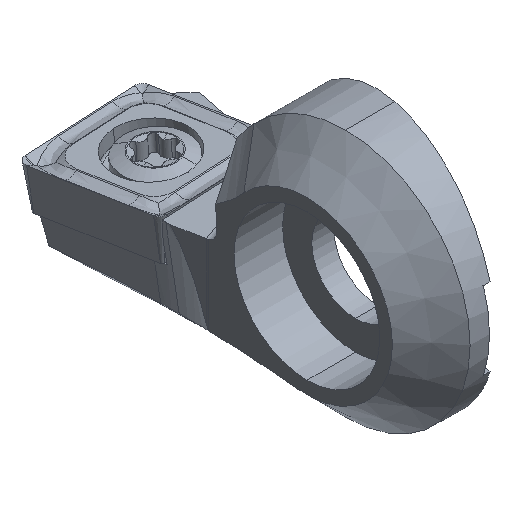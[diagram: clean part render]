
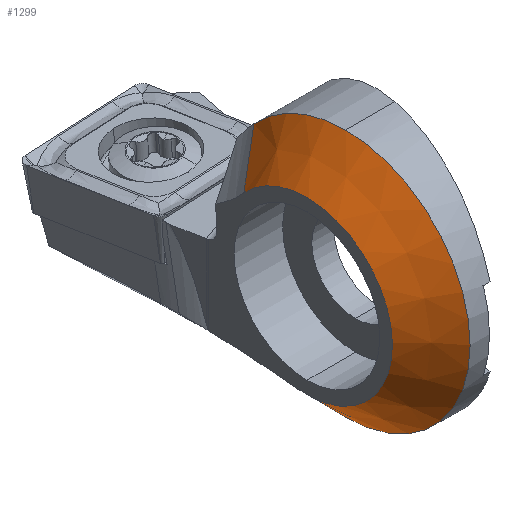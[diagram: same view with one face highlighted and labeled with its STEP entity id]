
A CAD part, isometric view. The second image highlights one B-rep face of the part: STEP entity #1299.
In plain terms, the highlighted conical face has half-angle 45 degrees and reference radius 6.4 mm.
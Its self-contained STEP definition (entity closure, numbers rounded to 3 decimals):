
#4 = CARTESIAN_POINT ( 'NONE',  ( -1.65, 4.723, 4.319 ) ) ;
#52 = VERTEX_POINT ( 'NONE', #4 ) ;
#251 = VECTOR ( 'NONE', #2422, 1000. ) ;
#303 = LINE ( 'NONE', #2472, #251 ) ;
#383 = VERTEX_POINT ( 'NONE', #1508 ) ;
#901 = CIRCLE ( 'NONE', #1775, 6.4 ) ;
#1058 = ORIENTED_EDGE ( 'NONE', *, *, #4325, .T. ) ;
#1105 = ORIENTED_EDGE ( 'NONE', *, *, #3783, .T. ) ;
#1112 = DIRECTION ( 'NONE',  ( 0., -1., 0. ) ) ;
#1177 = CIRCLE ( 'NONE', #3678, 6.4 ) ;
#1299 = ADVANCED_FACE ( 'NONE', ( #3016 ), #2893, .T. ) ;
#1434 = ORIENTED_EDGE ( 'NONE', *, *, #2920, .F. ) ;
#1508 = CARTESIAN_POINT ( 'NONE',  ( -1.65, 0., 6.4 ) ) ;
#1730 = CARTESIAN_POINT ( 'NONE',  ( -3.65, 3.247, 2.969 ) ) ;
#1751 = DIRECTION ( 'NONE',  ( -0.707, -0.522, -0.477 ) ) ;
#1775 = AXIS2_PLACEMENT_3D ( 'NONE', #3580, #3048, #1112 ) ;
#1865 = CARTESIAN_POINT ( 'NONE',  ( -3.65, 3.247, 2.969 ) ) ;
#2100 = DIRECTION ( 'NONE',  ( 0., 1., 0. ) ) ;
#2129 = CARTESIAN_POINT ( 'NONE',  ( -3.65, 0.46, -4.376 ) ) ;
#2139 = EDGE_CURVE ( 'NONE', #3403, #2326, #901, .T. ) ;
#2203 = DIRECTION ( 'NONE',  ( 0., -1., 0. ) ) ;
#2224 = DIRECTION ( 'NONE',  ( -1., 0., 0. ) ) ;
#2237 = CARTESIAN_POINT ( 'NONE',  ( -1.65, 0., 0. ) ) ;
#2252 = DIRECTION ( 'NONE',  ( -1., 0., 0. ) ) ;
#2255 = EDGE_LOOP ( 'NONE', ( #4288, #3656, #3265, #1105, #1058, #1434 ) ) ;
#2263 = CARTESIAN_POINT ( 'NONE',  ( -1.65, 0., -6.4 ) ) ;
#2317 = CARTESIAN_POINT ( 'NONE',  ( -3.65, 0., 0. ) ) ;
#2326 = VERTEX_POINT ( 'NONE', #2263 ) ;
#2373 = VERTEX_POINT ( 'NONE', #1865 ) ;
#2422 = DIRECTION ( 'NONE',  ( -0.707, -0.074, 0.703 ) ) ;
#2472 = CARTESIAN_POINT ( 'NONE',  ( -5.5, 0.267, -2.536 ) ) ;
#2687 = CIRCLE ( 'NONE', #3813, 6.4 ) ;
#2764 = AXIS2_PLACEMENT_3D ( 'NONE', #2317, #2252, #2100 ) ;
#2893 = CONICAL_SURFACE ( 'NONE', #3999, 6.4, 0.785 ) ;
#2920 = EDGE_CURVE ( 'NONE', #4111, #2373, #3855, .T. ) ;
#3016 = FACE_OUTER_BOUND ( 'NONE', #2255, .T. ) ;
#3048 = DIRECTION ( 'NONE',  ( -1., 0., 0. ) ) ;
#3110 = DIRECTION ( 'NONE',  ( 0., -1., 0. ) ) ;
#3123 = DIRECTION ( 'NONE',  ( -1., 0., 0. ) ) ;
#3140 = CARTESIAN_POINT ( 'NONE',  ( -1.65, 0., 0. ) ) ;
#3265 = ORIENTED_EDGE ( 'NONE', *, *, #3431, .T. ) ;
#3403 = VERTEX_POINT ( 'NONE', #3834 ) ;
#3431 = EDGE_CURVE ( 'NONE', #2326, #383, #2687, .T. ) ;
#3580 = CARTESIAN_POINT ( 'NONE',  ( -1.65, 0., 0. ) ) ;
#3656 = ORIENTED_EDGE ( 'NONE', *, *, #2139, .T. ) ;
#3678 = AXIS2_PLACEMENT_3D ( 'NONE', #2237, #2224, #2203 ) ;
#3763 = VECTOR ( 'NONE', #1751, 1000. ) ;
#3783 = EDGE_CURVE ( 'NONE', #383, #52, #1177, .T. ) ;
#3813 = AXIS2_PLACEMENT_3D ( 'NONE', #3140, #3123, #3110 ) ;
#3834 = CARTESIAN_POINT ( 'NONE',  ( -1.65, 0.669, -6.365 ) ) ;
#3855 = CIRCLE ( 'NONE', #2764, 4.4 ) ;
#3998 = DIRECTION ( 'NONE',  ( 0., 1., 0. ) ) ;
#3999 = AXIS2_PLACEMENT_3D ( 'NONE', #4175, #4096, #3998 ) ;
#4008 = EDGE_CURVE ( 'NONE', #3403, #4111, #303, .T. ) ;
#4096 = DIRECTION ( 'NONE',  ( 1., 0., 0. ) ) ;
#4111 = VERTEX_POINT ( 'NONE', #2129 ) ;
#4175 = CARTESIAN_POINT ( 'NONE',  ( -1.65, 0., 0. ) ) ;
#4288 = ORIENTED_EDGE ( 'NONE', *, *, #4008, .F. ) ;
#4301 = LINE ( 'NONE', #1730, #3763 ) ;
#4325 = EDGE_CURVE ( 'NONE', #52, #2373, #4301, .T. ) ;
